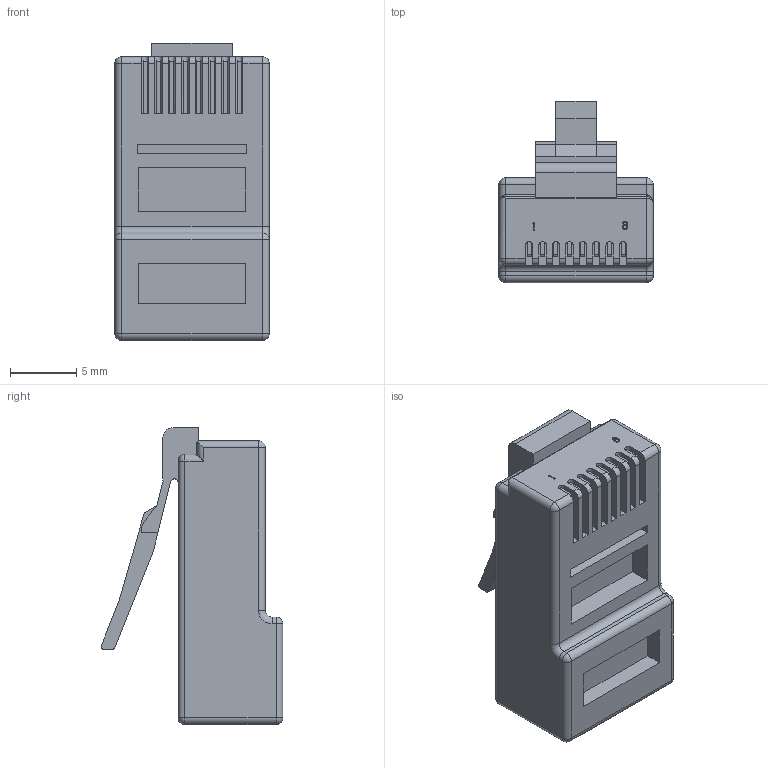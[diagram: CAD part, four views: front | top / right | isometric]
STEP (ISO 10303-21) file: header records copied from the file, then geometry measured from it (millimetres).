
FILE_DESCRIPTION (( 'STEP AP203' ), '1' );
FILE_NAME ('TSP4088C5.STEP', '2015-05-05T14:34:42', ( 'x' ), ( '' ), 'SwSTEP 2.0', 'SolidWorks 2014', '' );
FILE_SCHEMA (( 'CONFIG_CONTROL_DESIGN' ));
Length unit declared in the file: inch
Products named in the file (1): TSP4088C5
Bounding box: 11.68 x 13.74 x 22.48 mm (x, y, z)
Volume: 1077.7 mm3; surface area: 1842 mm2
Topology: 1 solids, 1 shells, 232 faces, 613 edges, 385 vertices
Faces by surface type: plane 129, cylinder 71, bspline 20, sphere 10, torus 2
Entity records: 8101 total; most frequent: CARTESIAN_POINT 2375, ORIENTED_EDGE 1200, DIRECTION 1136, EDGE_CURVE 600, LINE 404, VECTOR 404, VERTEX_POINT 385, AXIS2_PLACEMENT_3D 366
